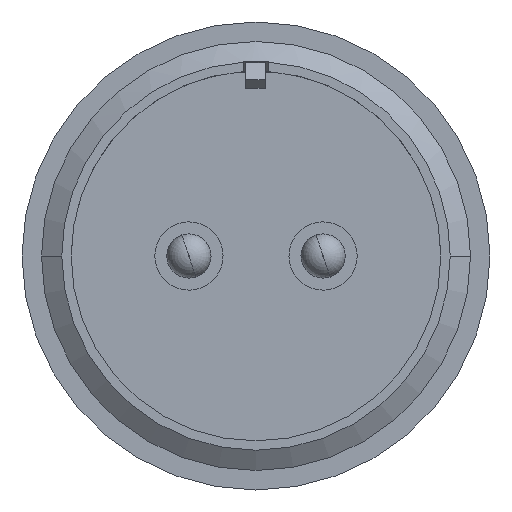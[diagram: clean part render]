
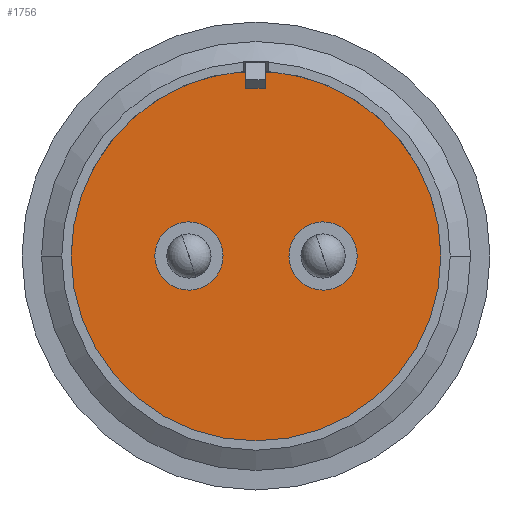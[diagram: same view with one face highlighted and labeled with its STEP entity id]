
A CAD part, front view. The second image highlights one B-rep face of the part: STEP entity #1756.
In plain terms, the highlighted planar face has unit normal (0, -1, 0).
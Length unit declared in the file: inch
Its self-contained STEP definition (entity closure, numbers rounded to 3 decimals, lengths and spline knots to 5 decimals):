
#319 = CARTESIAN_POINT ( 'NONE',  ( 0.615, 0.1891, 0. ) ) ;
#381 = CARTESIAN_POINT ( 'NONE',  ( 0.2869, 0.1891, -0.08258 ) ) ;
#390 = CARTESIAN_POINT ( 'NONE',  ( -0.1431, 0.1891, -0.08258 ) ) ;
#425 = CARTESIAN_POINT ( 'NONE',  ( 0.1431, 0.1891, 0.08258 ) ) ;
#429 = CARTESIAN_POINT ( 'NONE',  ( -0.615, 0.1891, 0. ) ) ;
#441 = CARTESIAN_POINT ( 'NONE',  ( -0.2869, 0.1891, 0.08258 ) ) ;
#689 = FACE_BOUND ( 'NONE', #3995, .T. ) ;
#692 = DIRECTION ( 'NONE',  ( 0., -1., 0. ) ) ;
#695 = CARTESIAN_POINT ( 'NONE',  ( 0.5925, 0.1891, 0. ) ) ;
#696 = FACE_OUTER_BOUND ( 'NONE', #3999, .T. ) ;
#698 = FACE_BOUND ( 'NONE', #3989, .T. ) ;
#699 = PLANE ( 'NONE',  #2789 ) ;
#701 = DIRECTION ( 'NONE',  ( 0., 0., -1. ) ) ;
#1209 = VERTEX_POINT ( 'NONE', #319 ) ;
#1300 = ORIENTED_EDGE ( 'NONE', *, *, #2078, .T. ) ;
#1355 = ORIENTED_EDGE ( 'NONE', *, *, #1986, .T. ) ;
#1380 = ORIENTED_EDGE ( 'NONE', *, *, #2074, .T. ) ;
#1401 = ORIENTED_EDGE ( 'NONE', *, *, #1875, .T. ) ;
#1417 = ORIENTED_EDGE ( 'NONE', *, *, #1873, .T. ) ;
#1453 = ORIENTED_EDGE ( 'NONE', *, *, #1867, .T. ) ;
#1652 = VERTEX_POINT ( 'NONE', #381 ) ;
#1661 = VERTEX_POINT ( 'NONE', #390 ) ;
#1696 = VERTEX_POINT ( 'NONE', #425 ) ;
#1700 = VERTEX_POINT ( 'NONE', #429 ) ;
#1712 = VERTEX_POINT ( 'NONE', #441 ) ;
#1756 = ADVANCED_FACE ( 'NONE', ( #696, #689, #698 ), #699, .T. ) ;
#1867 = EDGE_CURVE ( 'NONE', #1712, #1661, #2967, .T. ) ;
#1873 = EDGE_CURVE ( 'NONE', #1652, #1696, #2978, .T. ) ;
#1875 = EDGE_CURVE ( 'NONE', #1700, #1209, #2984, .T. ) ;
#1986 = EDGE_CURVE ( 'NONE', #1696, #1652, #3175, .T. ) ;
#2074 = EDGE_CURVE ( 'NONE', #1209, #1700, #3313, .T. ) ;
#2078 = EDGE_CURVE ( 'NONE', #1661, #1712, #3323, .T. ) ;
#2183 = CARTESIAN_POINT ( 'NONE',  ( -0.215, 0.1891, 0. ) ) ;
#2184 = DIRECTION ( 'NONE',  ( 0., 1., 0. ) ) ;
#2185 = DIRECTION ( 'NONE',  ( 1., 0., 0. ) ) ;
#2203 = CARTESIAN_POINT ( 'NONE',  ( 0.215, 0.1891, 0. ) ) ;
#2204 = DIRECTION ( 'NONE',  ( 0., 1., 0. ) ) ;
#2205 = DIRECTION ( 'NONE',  ( 1., 0., 0. ) ) ;
#2209 = CARTESIAN_POINT ( 'NONE',  ( 0., 0.1891, 0. ) ) ;
#2210 = DIRECTION ( 'NONE',  ( 0., -1., 0. ) ) ;
#2211 = DIRECTION ( 'NONE',  ( 0., 0., -1. ) ) ;
#2588 = CARTESIAN_POINT ( 'NONE',  ( 0.215, 0.1891, 0. ) ) ;
#2589 = DIRECTION ( 'NONE',  ( 0., 1., 0. ) ) ;
#2590 = DIRECTION ( 'NONE',  ( 1., 0., 0. ) ) ;
#2789 = AXIS2_PLACEMENT_3D ( 'NONE', #695, #692, #701 ) ;
#2967 = CIRCLE ( 'NONE', #2972, 0.1095 ) ;
#2972 = AXIS2_PLACEMENT_3D ( 'NONE', #2183, #2184, #2185 ) ;
#2978 = CIRCLE ( 'NONE', #2985, 0.1095 ) ;
#2984 = CIRCLE ( 'NONE', #2990, 0.615 ) ;
#2985 = AXIS2_PLACEMENT_3D ( 'NONE', #2203, #2204, #2205 ) ;
#2990 = AXIS2_PLACEMENT_3D ( 'NONE', #2209, #2210, #2211 ) ;
#3175 = CIRCLE ( 'NONE', #3178, 0.1095 ) ;
#3178 = AXIS2_PLACEMENT_3D ( 'NONE', #2588, #2589, #2590 ) ;
#3313 = CIRCLE ( 'NONE', #3319, 0.615 ) ;
#3319 = AXIS2_PLACEMENT_3D ( 'NONE', #3731, #3732, #3733 ) ;
#3323 = CIRCLE ( 'NONE', #3325, 0.1095 ) ;
#3325 = AXIS2_PLACEMENT_3D ( 'NONE', #3743, #3744, #3745 ) ;
#3731 = CARTESIAN_POINT ( 'NONE',  ( 0., 0.1891, 0. ) ) ;
#3732 = DIRECTION ( 'NONE',  ( 0., -1., 0. ) ) ;
#3733 = DIRECTION ( 'NONE',  ( 0., 0., -1. ) ) ;
#3743 = CARTESIAN_POINT ( 'NONE',  ( -0.215, 0.1891, 0. ) ) ;
#3744 = DIRECTION ( 'NONE',  ( 0., 1., 0. ) ) ;
#3745 = DIRECTION ( 'NONE',  ( 1., 0., 0. ) ) ;
#3989 = EDGE_LOOP ( 'NONE', ( #1417, #1355 ) ) ;
#3995 = EDGE_LOOP ( 'NONE', ( #1453, #1300 ) ) ;
#3999 = EDGE_LOOP ( 'NONE', ( #1401, #1380 ) ) ;
